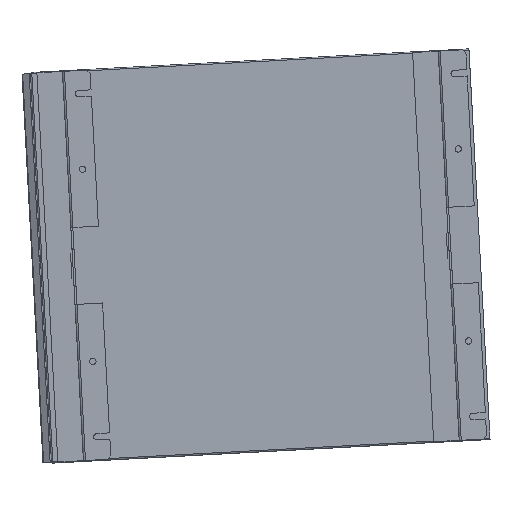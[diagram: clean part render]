
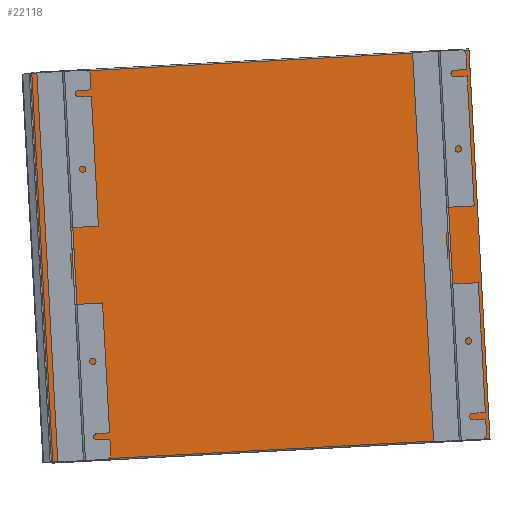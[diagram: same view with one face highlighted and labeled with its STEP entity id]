
A CAD part, top view. The second image highlights one B-rep face of the part: STEP entity #22118.
In plain terms, the highlighted face is planar.
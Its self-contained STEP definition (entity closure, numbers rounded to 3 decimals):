
#2981 = CARTESIAN_POINT ( 'NONE',  ( 302.9, 340.429, -2. ) ) ;
#2982 = DIRECTION ( 'NONE',  ( 0., -1., 0. ) ) ;
#3338 = LINE ( 'NONE', #2981, #4492 ) ;
#3451 = LINE ( 'NONE', #5793, #4666 ) ;
#3640 = LINE ( 'NONE', #6231, #4888 ) ;
#3641 = LINE ( 'NONE', #6233, #4889 ) ;
#4492 = VECTOR ( 'NONE', #2982, 1000. ) ;
#4666 = VECTOR ( 'NONE', #5794, 1000. ) ;
#4888 = VECTOR ( 'NONE', #6232, 1000. ) ;
#4889 = VECTOR ( 'NONE', #6234, 1000. ) ;
#5793 = CARTESIAN_POINT ( 'NONE',  ( -302.9, -342.5, -2. ) ) ;
#5794 = DIRECTION ( 'NONE',  ( 0., 1., 0. ) ) ;
#6231 = CARTESIAN_POINT ( 'NONE',  ( -302.929, 340.4, -2. ) ) ;
#6232 = DIRECTION ( 'NONE',  ( 1., 0., 0. ) ) ;
#6233 = CARTESIAN_POINT ( 'NONE',  ( -305., -342.5, -2. ) ) ;
#6234 = DIRECTION ( 'NONE',  ( 1., 0., 0. ) ) ;
#6848 = CARTESIAN_POINT ( 'NONE',  ( 302.9, -342.5, -2. ) ) ;
#6849 = CARTESIAN_POINT ( 'NONE',  ( 302.9, 340.4, -2. ) ) ;
#6970 = CARTESIAN_POINT ( 'NONE',  ( -302.9, 340.4, -2. ) ) ;
#6971 = CARTESIAN_POINT ( 'NONE',  ( -302.9, -342.5, -2. ) ) ;
#22118 = ADVANCED_FACE ( 'NONE', ( #43336 ), #49669, .F. ) ;
#23567 = EDGE_LOOP ( 'NONE', ( #30328, #30329, #30326, #30331 ) ) ;
#26261 = EDGE_CURVE ( 'NONE', #28389, #28388, #3338, .T. ) ;
#26407 = EDGE_CURVE ( 'NONE', #28511, #28510, #3451, .T. ) ;
#26615 = EDGE_CURVE ( 'NONE', #28510, #28389, #3640, .T. ) ;
#26616 = EDGE_CURVE ( 'NONE', #28511, #28388, #3641, .T. ) ;
#28388 = VERTEX_POINT ( 'NONE', #6848 ) ;
#28389 = VERTEX_POINT ( 'NONE', #6849 ) ;
#28510 = VERTEX_POINT ( 'NONE', #6970 ) ;
#28511 = VERTEX_POINT ( 'NONE', #6971 ) ;
#30326 = ORIENTED_EDGE ( 'NONE', *, *, #26616, .F. ) ;
#30328 = ORIENTED_EDGE ( 'NONE', *, *, #26615, .T. ) ;
#30329 = ORIENTED_EDGE ( 'NONE', *, *, #26261, .T. ) ;
#30331 = ORIENTED_EDGE ( 'NONE', *, *, #26407, .T. ) ;
#39963 = AXIS2_PLACEMENT_3D ( 'NONE', #49670, #49671, #49672 ) ;
#43336 = FACE_OUTER_BOUND ( 'NONE', #23567, .T. ) ;
#49669 = PLANE ( 'NONE',  #39963 ) ;
#49670 = CARTESIAN_POINT ( 'NONE',  ( 305., -342.5, -2. ) ) ;
#49671 = DIRECTION ( 'NONE',  ( 0., 0., 1. ) ) ;
#49672 = DIRECTION ( 'NONE',  ( 1., 0., 0. ) ) ;
